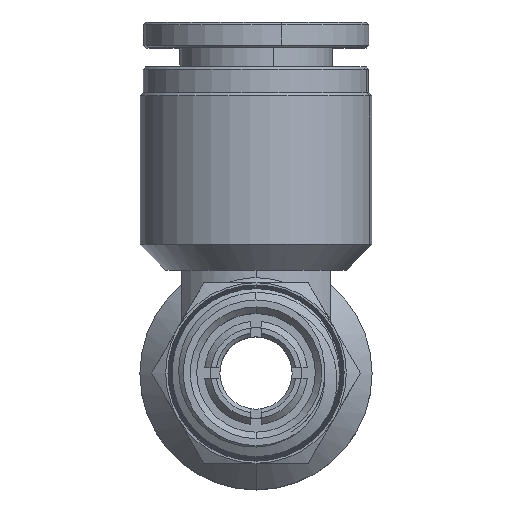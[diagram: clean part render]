
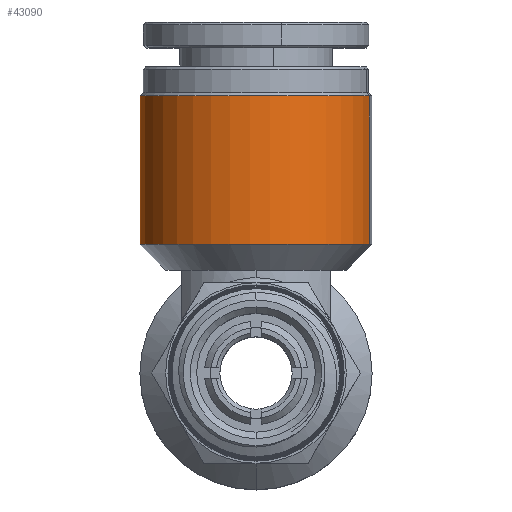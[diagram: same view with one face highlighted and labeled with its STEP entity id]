
A CAD part, top view. The second image highlights one B-rep face of the part: STEP entity #43090.
In plain terms, the highlighted cylindrical face has radius 9 mm (diameter 18 mm), a partial arc.
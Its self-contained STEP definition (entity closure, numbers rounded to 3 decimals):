
#319 = CARTESIAN_POINT ( 'NONE',  ( -8.772, 10., -10.014 ) ) ;
#329 = DIRECTION ( 'NONE',  ( 0., -1., 0. ) ) ;
#421 = VERTEX_POINT ( 'NONE', #10515 ) ;
#1227 = AXIS2_PLACEMENT_3D ( 'NONE', #8370, #34391, #12163 ) ;
#5032 = LINE ( 'NONE', #37718, #23765 ) ;
#5221 = AXIS2_PLACEMENT_3D ( 'NONE', #29198, #6840, #32939 ) ;
#5426 = CIRCLE ( 'NONE', #1227, 9. ) ;
#5849 = CARTESIAN_POINT ( 'NONE',  ( -8.772, 21.5, -10.014 ) ) ;
#6774 = CIRCLE ( 'NONE', #5221, 9. ) ;
#6794 = VERTEX_POINT ( 'NONE', #319 ) ;
#6840 = DIRECTION ( 'NONE',  ( 0., 1., 0. ) ) ;
#7209 = AXIS2_PLACEMENT_3D ( 'NONE', #15473, #329, #8103 ) ;
#7401 = EDGE_CURVE ( 'NONE', #44528, #421, #45984, .T. ) ;
#7413 = VERTEX_POINT ( 'NONE', #5849 ) ;
#8103 = DIRECTION ( 'NONE',  ( -0.975, 0., -0.224 ) ) ;
#8370 = CARTESIAN_POINT ( 'NONE',  ( 0., 21.5, -8. ) ) ;
#10515 = CARTESIAN_POINT ( 'NONE',  ( 8.772, 10., -5.986 ) ) ;
#12163 = DIRECTION ( 'NONE',  ( 0.975, 0., 0.224 ) ) ;
#14699 = ORIENTED_EDGE ( 'NONE', *, *, #7401, .F. ) ;
#15473 = CARTESIAN_POINT ( 'NONE',  ( 0., 23.75, -8. ) ) ;
#16956 = DIRECTION ( 'NONE',  ( 0., -1., 0. ) ) ;
#23765 = VECTOR ( 'NONE', #41459, 1000. ) ;
#26259 = VECTOR ( 'NONE', #16956, 1000. ) ;
#27867 = FACE_OUTER_BOUND ( 'NONE', #40691, .T. ) ;
#29198 = CARTESIAN_POINT ( 'NONE',  ( 0., 10., -8. ) ) ;
#29571 = CYLINDRICAL_SURFACE ( 'NONE', #7209, 9. ) ;
#30291 = EDGE_CURVE ( 'NONE', #6794, #421, #6774, .T. ) ;
#30865 = EDGE_CURVE ( 'NONE', #7413, #6794, #5032, .T. ) ;
#32596 = EDGE_CURVE ( 'NONE', #44528, #7413, #5426, .T. ) ;
#32740 = ORIENTED_EDGE ( 'NONE', *, *, #30865, .T. ) ;
#32939 = DIRECTION ( 'NONE',  ( 0.975, 0., 0.224 ) ) ;
#34391 = DIRECTION ( 'NONE',  ( 0., -1., 0. ) ) ;
#37718 = CARTESIAN_POINT ( 'NONE',  ( -8.772, 23.75, -10.014 ) ) ;
#38398 = CARTESIAN_POINT ( 'NONE',  ( 8.772, 21.5, -5.986 ) ) ;
#40691 = EDGE_LOOP ( 'NONE', ( #14699, #40860, #32740, #40907 ) ) ;
#40860 = ORIENTED_EDGE ( 'NONE', *, *, #32596, .T. ) ;
#40907 = ORIENTED_EDGE ( 'NONE', *, *, #30291, .T. ) ;
#41459 = DIRECTION ( 'NONE',  ( 0., -1., 0. ) ) ;
#43090 = ADVANCED_FACE ( 'NONE', ( #27867 ), #29571, .T. ) ;
#44528 = VERTEX_POINT ( 'NONE', #38398 ) ;
#45984 = LINE ( 'NONE', #46663, #26259 ) ;
#46663 = CARTESIAN_POINT ( 'NONE',  ( 8.772, 23.75, -5.986 ) ) ;
